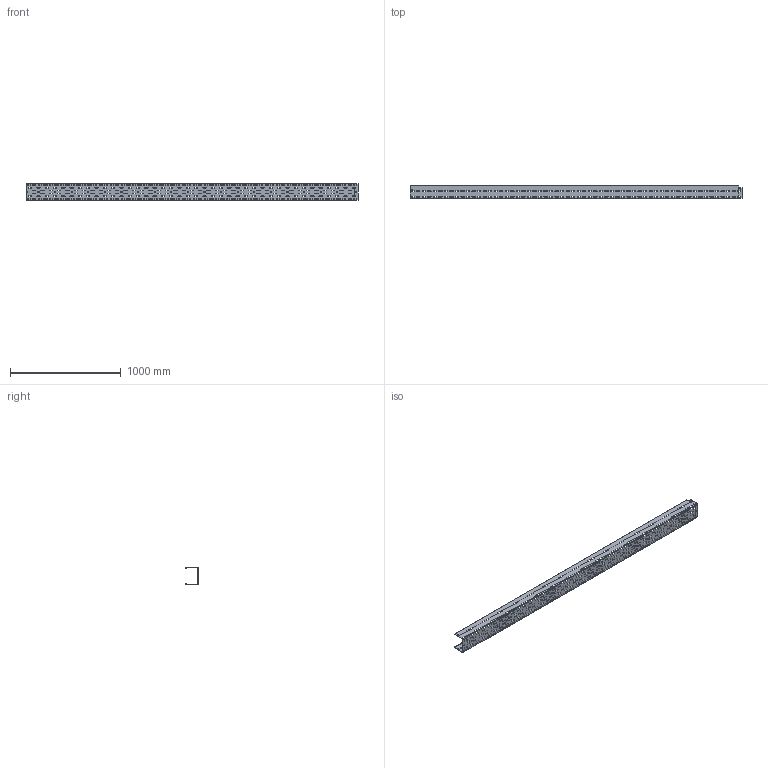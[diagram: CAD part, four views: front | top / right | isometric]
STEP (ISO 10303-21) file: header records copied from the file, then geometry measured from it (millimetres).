
FILE_DESCRIPTION (( 'STEP AP203' ), '1' );
FILE_NAME ('CLP10-110-150-080-3 Ëîòîê ïåðôîðèðîâàííûé 110õ150õ3000, 0,8ìì.STEP', '2016-03-09T08:36:29', ( '' ), ( '' ), 'SwSTEP 2.0', 'SolidWorks 2014', '' );
FILE_SCHEMA (( 'CONFIG_CONTROL_DESIGN' ));
Length unit declared in the file: millimetre
Products named in the file (1): CLP10-110-150-080-3 Ëîòîê ïåðôîðèðîâàííûé 110õ150õ3000, 0,8ìì
Bounding box: 3000 x 110 x 150 mm (x, y, z)
Volume: 834212.6 mm3; surface area: 2119852.9 mm2
Topology: 1 solids, 1 shells, 2167 faces, 6562 edges, 4381 vertices
Faces by surface type: plane 1104, cylinder 1063
Full cylindrical faces by diameter (mm): 11 x19
Entity records: 76117 total; most frequent: CARTESIAN_POINT 13054, ORIENTED_EDGE 13048, DIRECTION 12986, EDGE_CURVE 6524, LINE 4398, VECTOR 4398, VERTEX_POINT 4362, AXIS2_PLACEMENT_3D 4294
